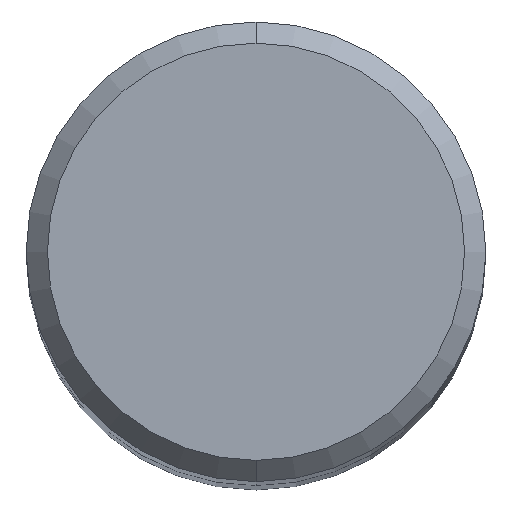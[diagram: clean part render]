
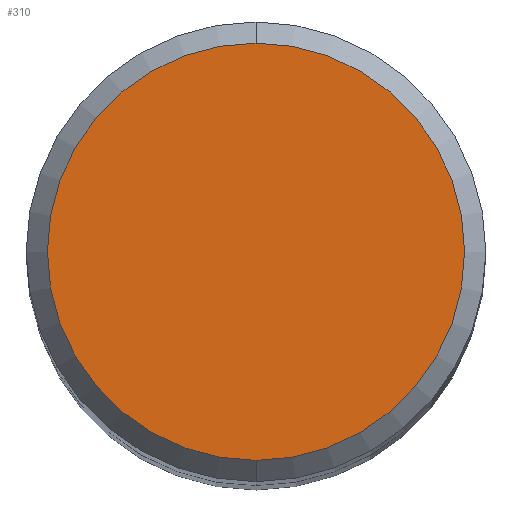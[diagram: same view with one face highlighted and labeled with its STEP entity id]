
A CAD part, top view. The second image highlights one B-rep face of the part: STEP entity #310.
In plain terms, the highlighted planar face has unit normal (0, 0, 1).
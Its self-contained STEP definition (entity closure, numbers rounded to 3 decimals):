
#192=VERTEX_POINT('',#496);
#310=ADVANCED_FACE('',(#622),#623,.T.);
#356=EDGE_CURVE('',#394,#192,#676,.T.);
#386=EDGE_CURVE('',#192,#394,#711,.T.);
#394=VERTEX_POINT('',#720);
#496=CARTESIAN_POINT('',(0.0,5.9,0.0));
#622=FACE_OUTER_BOUND('',#1073,.T.);
#623=PLANE('',#1074);
#676=CIRCLE('',#1203,5.9);
#711=CIRCLE('',#1279,5.9);
#720=CARTESIAN_POINT('',(0.,-5.9,0.0));
#1073=EDGE_LOOP('',(#1637,#1638));
#1074=AXIS2_PLACEMENT_3D('',#1639,#1640,#1641);
#1203=AXIS2_PLACEMENT_3D('',#1707,#1708,#1709);
#1279=AXIS2_PLACEMENT_3D('',#1749,#1750,#1751);
#1637=ORIENTED_EDGE('',*,*,#386,.F.);
#1638=ORIENTED_EDGE('',*,*,#356,.F.);
#1639=CARTESIAN_POINT('',(0.0,2.95,0.0));
#1640=DIRECTION('',(-0.0,0.0,1.0));
#1641=DIRECTION('',(0.0,-1.0,0.0));
#1707=CARTESIAN_POINT('',(0.0,0.0,0.0));
#1708=DIRECTION('',(0.0,0.0,-1.0));
#1709=DIRECTION('',(0.0,1.0,0.0));
#1749=CARTESIAN_POINT('',(0.0,0.0,0.0));
#1750=DIRECTION('',(0.0,0.0,-1.0));
#1751=DIRECTION('',(0.0,1.0,0.0));
